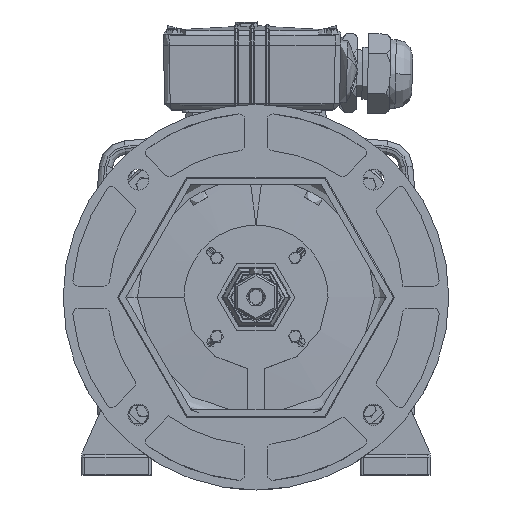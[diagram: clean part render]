
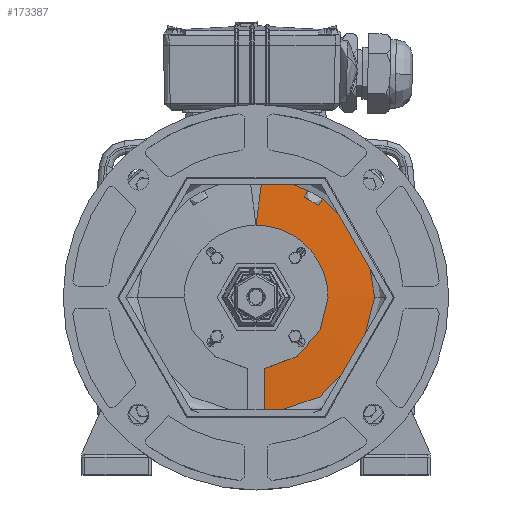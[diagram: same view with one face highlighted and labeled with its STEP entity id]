
A CAD part, top view. The second image highlights one B-rep face of the part: STEP entity #173387.
In plain terms, the highlighted conical face has half-angle 87 degrees and reference radius 85.988 mm.
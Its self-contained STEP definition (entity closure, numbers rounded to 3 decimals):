
#52405=CARTESIAN_POINT('',(152.55,7.372,192.8));
#52406=DIRECTION('',(0.,0.,-1.));
#52407=DIRECTION('',(0.56,0.828,0.));
#52408=AXIS2_PLACEMENT_3D('',#52405,#52406,#52407);
#52426=CARTESIAN_POINT('',(152.55,7.372,192.8));
#52427=DIRECTION('',(0.,0.,-1.));
#52428=DIRECTION('',(0.052,0.999,0.));
#52429=AXIS2_PLACEMENT_3D('',#52426,#52427,#52428);
#52451=CARTESIAN_POINT('',(152.55,7.372,192.8));
#52452=DIRECTION('',(0.,0.,-1.));
#52453=DIRECTION('',(1.,0.,0.));
#52454=AXIS2_PLACEMENT_3D('',#52451,#52452,#52453);
#52467=CARTESIAN_POINT('',(212.496,95.975,192.8));
#52468=CARTESIAN_POINT('',(212.1,95.34,192.839));
#52469=CARTESIAN_POINT('',(211.31,94.07,192.918));
#52470=CARTESIAN_POINT('',(210.125,92.173,193.035));
#52471=CARTESIAN_POINT('',(209.336,90.914,193.113));
#52472=CARTESIAN_POINT('',(208.941,90.285,193.151));
#52474=CARTESIAN_POINT('',(152.55,7.372,195.));
#52475=DIRECTION('',(0.,0.,-1.));
#52476=DIRECTION('',(1.,0.,0.));
#52477=AXIS2_PLACEMENT_3D('',#52474,#52475,#52476);
#52479=CARTESIAN_POINT('',(152.55,7.372,195.));
#52480=DIRECTION('',(0.,0.,-1.));
#52481=DIRECTION('',(0.,1.,0.));
#52482=AXIS2_PLACEMENT_3D('',#52479,#52480,#52481);
#52484=CARTESIAN_POINT('',(196.159,97.665,193.151));
#52485=CARTESIAN_POINT('',(196.506,98.321,193.113));
#52486=CARTESIAN_POINT('',(197.203,99.634,193.035));
#52487=CARTESIAN_POINT('',(198.253,101.608,192.918));
#52488=CARTESIAN_POINT('',(198.957,102.928,192.839));
#52489=CARTESIAN_POINT('',(199.31,103.588,192.8));
#52491=CARTESIAN_POINT('',(208.941,90.285,193.151));
#52492=CARTESIAN_POINT('',(207.521,91.105,193.158));
#52493=CARTESIAN_POINT('',(204.681,92.745,193.166));
#52494=CARTESIAN_POINT('',(200.42,95.205,193.166));
#52495=CARTESIAN_POINT('',(197.579,96.845,193.158));
#52496=CARTESIAN_POINT('',(196.159,97.665,193.151));
#52503=CARTESIAN_POINT('',(160.242,-99.328,
192.8));
#52504=CARTESIAN_POINT('',(160.31,-94.746,
193.039));
#52505=CARTESIAN_POINT('',(160.424,-85.511,
193.522));
#52506=CARTESIAN_POINT('',(160.527,-71.446,
194.255));
#52507=CARTESIAN_POINT('',(160.55,-61.928,
194.751));
#52508=CARTESIAN_POINT('',(160.55,-57.134,195.));
#52515=CARTESIAN_POINT('',(160.242,-99.328,
192.8));
#52521=CARTESIAN_POINT('',(158.06,114.207,192.8));
#52535=CARTESIAN_POINT('',(152.55,72.372,195.));
#52536=CARTESIAN_POINT('',(152.677,72.372,195.));
#52537=CARTESIAN_POINT('',(152.905,72.485,194.994));
#52538=CARTESIAN_POINT('',(153.173,72.809,194.977));
#52539=CARTESIAN_POINT('',(153.406,73.225,194.955));
#52540=CARTESIAN_POINT('',(153.607,73.683,194.931));
#52541=CARTESIAN_POINT('',(153.78,74.161,194.905));
#52542=CARTESIAN_POINT('',(153.927,74.63,194.881));
#52543=CARTESIAN_POINT('',(154.06,75.092,194.857));
#52544=CARTESIAN_POINT('',(154.181,75.555,194.832));
#52545=CARTESIAN_POINT('',(154.296,76.023,194.807));
#52546=CARTESIAN_POINT('',(154.405,76.503,194.782));
#52547=CARTESIAN_POINT('',(154.512,77.002,194.756));
#52548=CARTESIAN_POINT('',(154.619,77.528,194.728));
#52549=CARTESIAN_POINT('',(154.726,78.086,194.699));
#52550=CARTESIAN_POINT('',(154.834,78.684,194.667));
#52551=CARTESIAN_POINT('',(154.946,79.33,194.633));
#52552=CARTESIAN_POINT('',(155.06,80.029,194.596));
#52553=CARTESIAN_POINT('',(155.178,80.789,194.556));
#52554=CARTESIAN_POINT('',(155.3,81.616,194.513));
#52555=CARTESIAN_POINT('',(155.427,82.519,194.465));
#52556=CARTESIAN_POINT('',(155.558,83.503,194.413));
#52557=CARTESIAN_POINT('',(155.694,84.577,194.357));
#52558=CARTESIAN_POINT('',(155.835,85.748,194.295));
#52559=CARTESIAN_POINT('',(155.979,87.022,194.228));
#52560=CARTESIAN_POINT('',(156.129,88.406,194.156));
#52561=CARTESIAN_POINT('',(156.283,89.908,194.077));
#52562=CARTESIAN_POINT('',(156.441,91.535,193.991));
#52563=CARTESIAN_POINT('',(156.602,93.293,193.899));
#52564=CARTESIAN_POINT('',(156.768,95.189,193.799));
#52565=CARTESIAN_POINT('',(156.938,97.247,193.69));
#52566=CARTESIAN_POINT('',(157.112,99.488,193.573));
#52567=CARTESIAN_POINT('',(157.292,101.933,193.444));
#52568=CARTESIAN_POINT('',(157.477,104.601,193.304));
#52569=CARTESIAN_POINT('',(157.667,107.514,193.151));
#52570=CARTESIAN_POINT('',(157.861,110.691,192.985));
#52571=CARTESIAN_POINT('',(157.993,113.003,192.863));
#52572=CARTESIAN_POINT('',(158.06,114.207,192.8));
#95092=CARTESIAN_POINT('',(208.941,90.285,193.151));
#95093=CARTESIAN_POINT('',(196.159,97.665,193.151));
#95094=VERTEX_POINT('',#95092);
#95095=VERTEX_POINT('',#95093);
#95256=CARTESIAN_POINT('',(152.55,72.372,195.));
#95257=CARTESIAN_POINT('',(217.55,7.372,195.));
#95258=VERTEX_POINT('',#95256);
#95259=VERTEX_POINT('',#95257);
#95260=CARTESIAN_POINT('',(160.55,-57.134,195.));
#95261=VERTEX_POINT('',#95260);
#95424=CARTESIAN_POINT('',(212.496,95.975,192.8));
#95425=CARTESIAN_POINT('',(259.527,7.372,192.8));
#95426=VERTEX_POINT('',#95424);
#95427=VERTEX_POINT('',#95425);
#95434=VERTEX_POINT('',#52521);
#95454=CARTESIAN_POINT('',(199.31,103.588,192.8));
#95455=VERTEX_POINT('',#95454);
#95673=VERTEX_POINT('',#52515);
#173365=CARTESIAN_POINT('',(152.55,7.372,
193.9));
#173366=DIRECTION('',(0.,0.,-1.));
#173367=DIRECTION('',(-1.,0.,0.));
#173368=AXIS2_PLACEMENT_3D('',#173365,#173366,#173367);
#173369=CONICAL_SURFACE('',#173368,85.988,87.);
#173371=ORIENTED_EDGE('',*,*,#173370,.F.);
#173372=ORIENTED_EDGE('',*,*,#173304,.T.);
#173373=ORIENTED_EDGE('',*,*,#173330,.T.);
#173375=ORIENTED_EDGE('',*,*,#173374,.T.);
#173376=ORIENTED_EDGE('',*,*,#173356,.F.);
#173377=ORIENTED_EDGE('',*,*,#173263,.F.);
#173379=ORIENTED_EDGE('',*,*,#173378,.T.);
#173380=ORIENTED_EDGE('',*,*,#173308,.T.);
#173382=ORIENTED_EDGE('',*,*,#173381,.F.);
#173384=ORIENTED_EDGE('',*,*,#173383,.F.);
#173385=EDGE_LOOP('',(#173371,#173372,#173373,#173375,#173376,#173377,#173379,
#173380,#173382,#173384));
#173386=FACE_OUTER_BOUND('',#173385,.F.);
#173387=ADVANCED_FACE('',(#173386),#173369,.T.);
#52409=CIRCLE('',#52408,106.977);
#52430=CIRCLE('',#52429,106.977);
#52455=CIRCLE('',#52454,106.977);
#52473=B_SPLINE_CURVE_WITH_KNOTS('',3,(#52467,#52468,#52469,#52470,#52471,
#52472),.UNSPECIFIED.,.F.,.F.,(4,1,1,4),(0.,0.333,
0.667,1.),.UNSPECIFIED.);
#52478=CIRCLE('',#52477,65.);
#52483=CIRCLE('',#52482,65.);
#52490=B_SPLINE_CURVE_WITH_KNOTS('',3,(#52484,#52485,#52486,#52487,#52488,
#52489),.UNSPECIFIED.,.F.,.F.,(4,1,1,4),(0.,0.333,
0.667,1.),.UNSPECIFIED.);
#52497=B_SPLINE_CURVE_WITH_KNOTS('',3,(#52491,#52492,#52493,#52494,#52495,
#52496),.UNSPECIFIED.,.F.,.F.,(4,1,1,4),(0.,0.333,
0.667,1.),.UNSPECIFIED.);
#52509=B_SPLINE_CURVE_WITH_KNOTS('',3,(#52503,#52504,#52505,#52506,#52507,
#52508),.UNSPECIFIED.,.F.,.F.,(4,1,1,4),(0.,0.333,
0.667,1.),.UNSPECIFIED.);
#52573=B_SPLINE_CURVE_WITH_KNOTS('',3,(#52535,#52536,#52537,#52538,#52539,
#52540,#52541,#52542,#52543,#52544,#52545,#52546,#52547,#52548,#52549,#52550,
#52551,#52552,#52553,#52554,#52555,#52556,#52557,#52558,#52559,#52560,#52561,
#52562,#52563,#52564,#52565,#52566,#52567,#52568,#52569,#52570,#52571,#52572),
.UNSPECIFIED.,.F.,.F.,(4,1,1,1,1,1,1,1,1,1,1,1,1,1,1,1,1,1,1,1,1,1,1,1,1,1,1,1,
1,1,1,1,1,1,1,4),(0.,0.029,0.057,0.086,
0.114,0.143,0.171,0.2,0.229,
0.257,0.286,0.314,0.343,
0.371,0.4,0.429,0.457,0.486,
0.514,0.543,0.571,0.6,0.629,
0.657,0.686,0.714,0.743,
0.771,0.8,0.829,0.857,0.886,
0.914,0.943,0.971,1.),.UNSPECIFIED.);
#173263=EDGE_CURVE('',#95258,#95259,#52483,.T.);
#173304=EDGE_CURVE('',#95426,#95427,#52409,.T.);
#173308=EDGE_CURVE('',#95434,#95455,#52430,.T.);
#173330=EDGE_CURVE('',#95427,#95673,#52455,.T.);
#173356=EDGE_CURVE('',#95259,#95261,#52478,.T.);
#173370=EDGE_CURVE('',#95426,#95094,#52473,.T.);
#173374=EDGE_CURVE('',#95673,#95261,#52509,.T.);
#173378=EDGE_CURVE('',#95258,#95434,#52573,.T.);
#173381=EDGE_CURVE('',#95095,#95455,#52490,.T.);
#173383=EDGE_CURVE('',#95094,#95095,#52497,.T.);
